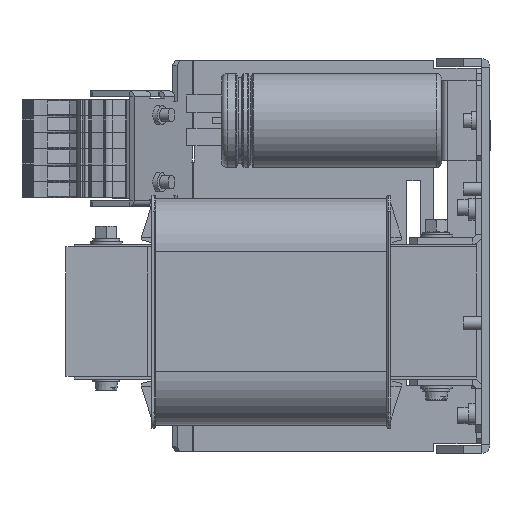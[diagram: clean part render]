
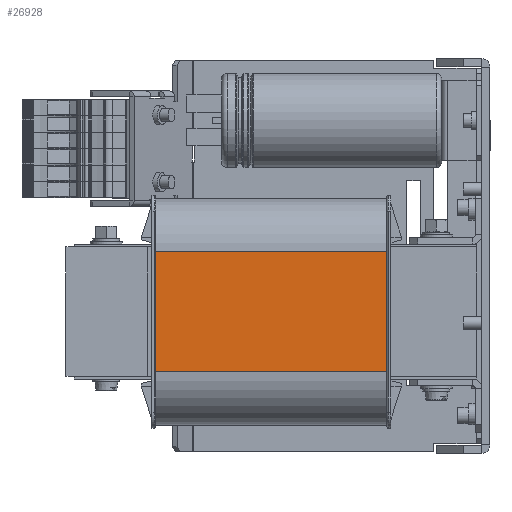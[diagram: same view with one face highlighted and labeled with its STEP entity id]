
A CAD part, left-side view. The second image highlights one B-rep face of the part: STEP entity #26928.
In plain terms, the highlighted planar face has unit normal (-1, 0, 0).
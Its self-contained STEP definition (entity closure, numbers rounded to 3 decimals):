
#2857 = EDGE_CURVE ( 'NONE', #41698, #6175, #16576, .T. ) ;
#6175 = VERTEX_POINT ( 'NONE', #37087 ) ;
#10721 = DIRECTION ( 'NONE',  ( 0., 0., -1. ) ) ;
#11314 = LINE ( 'NONE', #27685, #20977 ) ;
#12002 = EDGE_CURVE ( 'NONE', #51938, #29822, #52737, .T. ) ;
#16576 = LINE ( 'NONE', #37552, #38358 ) ;
#16777 = ORIENTED_EDGE ( 'NONE', *, *, #43267, .F. ) ;
#18065 = CARTESIAN_POINT ( 'NONE',  ( -28.8, 0., 42.25 ) ) ;
#18681 = CARTESIAN_POINT ( 'NONE',  ( -28.8, 86.2, -22.25 ) ) ;
#19879 = ORIENTED_EDGE ( 'NONE', *, *, #12002, .T. ) ;
#20796 = FACE_OUTER_BOUND ( 'NONE', #31201, .T. ) ;
#20977 = VECTOR ( 'NONE', #48171, 1000. ) ;
#22719 = DIRECTION ( 'NONE',  ( 0., 0., 1. ) ) ;
#26928 = ADVANCED_FACE ( 'NONE', ( #20796 ), #31223, .F. ) ;
#27260 = DIRECTION ( 'NONE',  ( 0., 1., 0. ) ) ;
#27533 = EDGE_CURVE ( 'NONE', #6175, #51938, #39370, .T. ) ;
#27685 = CARTESIAN_POINT ( 'NONE',  ( -28.8, 86.2, 42.25 ) ) ;
#28417 = VECTOR ( 'NONE', #22719, 1000. ) ;
#29540 = VECTOR ( 'NONE', #27260, 1000. ) ;
#29822 = VERTEX_POINT ( 'NONE', #43668 ) ;
#31201 = EDGE_LOOP ( 'NONE', ( #16777, #39307, #45267, #19879 ) ) ;
#31223 = PLANE ( 'NONE',  #35341 ) ;
#35341 = AXIS2_PLACEMENT_3D ( 'NONE', #43459, #35388, #10721 ) ;
#35388 = DIRECTION ( 'NONE',  ( 1., 0., 0. ) ) ;
#37087 = CARTESIAN_POINT ( 'NONE',  ( -28.8, 0., -22.25 ) ) ;
#37552 = CARTESIAN_POINT ( 'NONE',  ( -28.8, 86.2, -22.25 ) ) ;
#38358 = VECTOR ( 'NONE', #49753, 1000. ) ;
#39307 = ORIENTED_EDGE ( 'NONE', *, *, #2857, .T. ) ;
#39370 = LINE ( 'NONE', #18065, #28417 ) ;
#41698 = VERTEX_POINT ( 'NONE', #18681 ) ;
#43267 = EDGE_CURVE ( 'NONE', #41698, #29822, #11314, .T. ) ;
#43459 = CARTESIAN_POINT ( 'NONE',  ( -28.8, 86.2, 42.25 ) ) ;
#43668 = CARTESIAN_POINT ( 'NONE',  ( -28.8, 86.2, 22.25 ) ) ;
#44029 = CARTESIAN_POINT ( 'NONE',  ( -28.8, 0., 22.25 ) ) ;
#45267 = ORIENTED_EDGE ( 'NONE', *, *, #27533, .T. ) ;
#47771 = CARTESIAN_POINT ( 'NONE',  ( -28.8, 86.2, 22.25 ) ) ;
#48171 = DIRECTION ( 'NONE',  ( 0., 0., 1. ) ) ;
#49753 = DIRECTION ( 'NONE',  ( 0., -1., 0. ) ) ;
#51938 = VERTEX_POINT ( 'NONE', #44029 ) ;
#52737 = LINE ( 'NONE', #47771, #29540 ) ;
